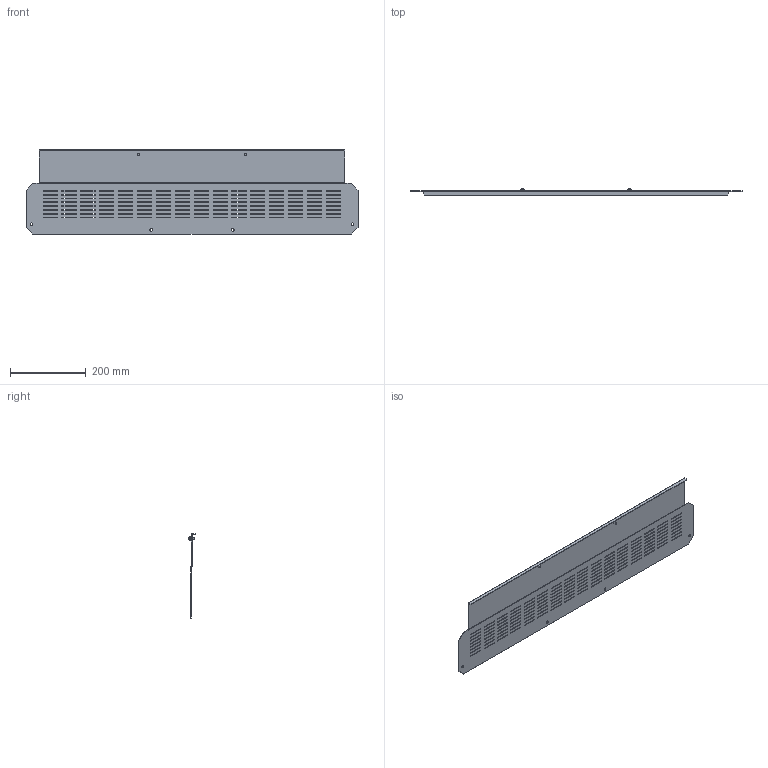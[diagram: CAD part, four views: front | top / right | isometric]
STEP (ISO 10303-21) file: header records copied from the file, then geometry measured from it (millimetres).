
FILE_DESCRIPTION (( 'STEP AP203' ), '1' );
FILE_NAME ('FO-00-FBCV-020-100 FORMAT Ôëàíåö îñíîâàíèÿ âñòð. îòñåêà 200õ1000 IEK.STEP', '2025-01-20T12:34:50', ( '' ), ( '' ), 'SwSTEP 2.0', 'SolidWorks 2022', '' );
FILE_SCHEMA (( 'CONFIG_CONTROL_DESIGN' ));
Length unit declared in the file: millimetre
Products named in the file (1): FO-00-FBCV-020-100 FORMAT Фланец основания встр. отсека 200х1000 IEK
Bounding box: 879 x 16 x 222.5 mm (x, y, z)
Volume: 280307.2 mm3; surface area: 391547.5 mm2
Topology: 1 solids, 1 shells, 618 faces, 1808 edges, 1200 vertices
Faces by surface type: plane 552, cylinder 50, cone 8, torus 8
Entity records: 20753 total; most frequent: CARTESIAN_POINT 3627, ORIENTED_EDGE 3616, DIRECTION 3170, EDGE_CURVE 1808, VECTOR 1684, LINE 1684, VERTEX_POINT 1200, EDGE_LOOP 890
